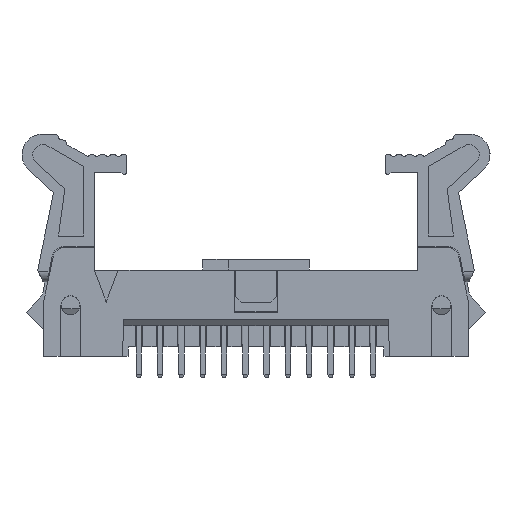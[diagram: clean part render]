
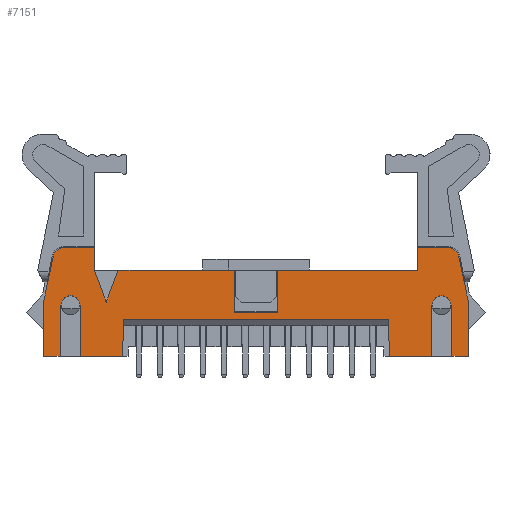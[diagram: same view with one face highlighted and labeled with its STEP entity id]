
A CAD part, front view. The second image highlights one B-rep face of the part: STEP entity #7151.
In plain terms, the highlighted planar face has unit normal (0, -1, 0).
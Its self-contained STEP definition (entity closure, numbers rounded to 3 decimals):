
#5310=CARTESIAN_POINT('',(-2.,-2.975,4.1));
#5311=VERTEX_POINT('',#5310);
#5318=CARTESIAN_POINT('',(2.,-2.975,4.1));
#5319=VERTEX_POINT('',#5318);
#5320=CARTESIAN_POINT('',(2.,-2.975,4.1));
#5321=DIRECTION('',(-1.,0.,0.));
#5322=VECTOR('',#5321,4.);
#5323=LINE('',#5320,#5322);
#5324=EDGE_CURVE('',#5319,#5311,#5323,.T.);
#6563=CARTESIAN_POINT('',(-19.95,-2.975,0.));
#6564=VERTEX_POINT('',#6563);
#6571=CARTESIAN_POINT('',(-19.95,-2.975,5.));
#6572=VERTEX_POINT('',#6571);
#6573=CARTESIAN_POINT('',(-19.95,-2.975,5.));
#6574=DIRECTION('',(0.,0.,-1.));
#6575=VECTOR('',#6574,5.);
#6576=LINE('',#6573,#6575);
#6577=EDGE_CURVE('',#6572,#6564,#6576,.T.);
#6675=CARTESIAN_POINT('',(-18.035,-2.975,10.2));
#6676=VERTEX_POINT('',#6675);
#6693=CARTESIAN_POINT('',(-19.013,-2.975,9.408));
#6694=VERTEX_POINT('',#6693);
#6701=CARTESIAN_POINT('',(-18.035,-2.975,9.2));
#6702=DIRECTION('',(0.,0.,1.));
#6703=DIRECTION('',(0.,-1.,0.));
#6704=AXIS2_PLACEMENT_3D('',#6701,#6703,#6702);
#6705=CIRCLE('',#6704,1.);
#6706=EDGE_CURVE('',#6676,#6694,#6705,.T.);
#6717=CARTESIAN_POINT('',(-18.3,-2.975,4.8));
#6718=VERTEX_POINT('',#6717);
#6725=CARTESIAN_POINT('',(-18.37,-2.975,0.));
#6726=VERTEX_POINT('',#6725);
#6727=CARTESIAN_POINT('',(-18.37,-2.975,0.));
#6728=DIRECTION('',(0.015,0.,1.));
#6729=VECTOR('',#6728,4.801);
#6730=LINE('',#6727,#6729);
#6731=EDGE_CURVE('',#6726,#6718,#6730,.T.);
#6830=CARTESIAN_POINT('',(-19.013,-2.975,9.408));
#6831=DIRECTION('',(-0.208,0.,-0.978));
#6832=VECTOR('',#6831,4.506);
#6833=LINE('',#6830,#6832);
#6834=EDGE_CURVE('',#6694,#6572,#6833,.T.);
#6870=CARTESIAN_POINT('',(-15.15,-2.975,10.2));
#6871=VERTEX_POINT('',#6870);
#6882=CARTESIAN_POINT('',(-15.15,-2.975,10.2));
#6883=DIRECTION('',(-1.,0.,0.));
#6884=VECTOR('',#6883,2.885);
#6885=LINE('',#6882,#6884);
#6886=EDGE_CURVE('',#6871,#6676,#6885,.T.);
#6907=CARTESIAN_POINT('',(-15.15,-2.975,8.1));
#6908=VERTEX_POINT('',#6907);
#6909=CARTESIAN_POINT('',(-15.15,-2.975,8.1));
#6910=DIRECTION('',(0.,0.,1.));
#6911=VECTOR('',#6910,2.1);
#6912=LINE('',#6909,#6911);
#6913=EDGE_CURVE('',#6908,#6871,#6912,.T.);
#6939=CARTESIAN_POINT('',(-2.,-2.975,8.1));
#6940=VERTEX_POINT('',#6939);
#6947=CARTESIAN_POINT('',(-2.,-2.975,4.1));
#6948=DIRECTION('',(0.,0.,1.));
#6949=VECTOR('',#6948,4.);
#6950=LINE('',#6947,#6949);
#6951=EDGE_CURVE('',#5311,#6940,#6950,.T.);
#6963=CARTESIAN_POINT('',(0.,-2.975,5.1));
#6964=DIRECTION('',(1.,0.,0.));
#6965=DIRECTION('',(0.,-1.,0.));
#6966=AXIS2_PLACEMENT_3D('',#6963,#6965,#6964);
#6967=PLANE('',#6966);
#6968=CARTESIAN_POINT('',(-19.95,-2.975,0.));
#6969=DIRECTION('',(1.,0.,0.));
#6970=VECTOR('',#6969,1.58);
#6971=LINE('',#6968,#6970);
#6972=EDGE_CURVE('',#6564,#6726,#6971,.T.);
#6973=ORIENTED_EDGE('',*,*,#6972,.T.);
#6974=ORIENTED_EDGE('',*,*,#6731,.T.);
#6975=CARTESIAN_POINT('',(-16.5,-2.975,4.8));
#6976=VERTEX_POINT('',#6975);
#6977=CARTESIAN_POINT('',(-17.4,-2.975,4.8));
#6978=DIRECTION('',(-1.,0.,0.));
#6979=DIRECTION('',(0.,1.,0.));
#6980=AXIS2_PLACEMENT_3D('',#6977,#6979,#6978);
#6981=CIRCLE('',#6980,0.9);
#6982=EDGE_CURVE('',#6718,#6976,#6981,.T.);
#6983=ORIENTED_EDGE('',*,*,#6982,.T.);
#6984=CARTESIAN_POINT('',(-16.43,-2.975,0.));
#6985=VERTEX_POINT('',#6984);
#6986=CARTESIAN_POINT('',(-16.5,-2.975,4.8));
#6987=DIRECTION('',(0.015,0.,-1.));
#6988=VECTOR('',#6987,4.801);
#6989=LINE('',#6986,#6988);
#6990=EDGE_CURVE('',#6976,#6985,#6989,.T.);
#6991=ORIENTED_EDGE('',*,*,#6990,.T.);
#6992=CARTESIAN_POINT('',(-12.5,-2.975,0.));
#6993=VERTEX_POINT('',#6992);
#6994=CARTESIAN_POINT('',(-16.43,-2.975,0.));
#6995=DIRECTION('',(1.,0.,0.));
#6996=VECTOR('',#6995,3.93);
#6997=LINE('',#6994,#6996);
#6998=EDGE_CURVE('',#6985,#6993,#6997,.T.);
#6999=ORIENTED_EDGE('',*,*,#6998,.T.);
#7000=CARTESIAN_POINT('',(-12.439,-2.975,3.5));
#7001=VERTEX_POINT('',#7000);
#7002=CARTESIAN_POINT('',(-12.5,-2.975,0.));
#7003=DIRECTION('',(0.017,0.,1.));
#7004=VECTOR('',#7003,3.501);
#7005=LINE('',#7002,#7004);
#7006=EDGE_CURVE('',#6993,#7001,#7005,.T.);
#7007=ORIENTED_EDGE('',*,*,#7006,.T.);
#7008=CARTESIAN_POINT('',(12.439,-2.975,3.5));
#7009=VERTEX_POINT('',#7008);
#7010=CARTESIAN_POINT('',(-12.439,-2.975,3.5));
#7011=DIRECTION('',(1.,0.,0.));
#7012=VECTOR('',#7011,24.878);
#7013=LINE('',#7010,#7012);
#7014=EDGE_CURVE('',#7001,#7009,#7013,.T.);
#7015=ORIENTED_EDGE('',*,*,#7014,.T.);
#7016=CARTESIAN_POINT('',(12.5,-2.975,0.));
#7017=VERTEX_POINT('',#7016);
#7018=CARTESIAN_POINT('',(12.5,-2.975,0.));
#7019=DIRECTION('',(-0.017,0.,1.));
#7020=VECTOR('',#7019,3.501);
#7021=LINE('',#7018,#7020);
#7022=EDGE_CURVE('',#7017,#7009,#7021,.T.);
#7023=ORIENTED_EDGE('',*,*,#7022,.F.);
#7024=CARTESIAN_POINT('',(16.43,-2.975,0.));
#7025=VERTEX_POINT('',#7024);
#7026=CARTESIAN_POINT('',(16.43,-2.975,0.));
#7027=DIRECTION('',(-1.,0.,0.));
#7028=VECTOR('',#7027,3.93);
#7029=LINE('',#7026,#7028);
#7030=EDGE_CURVE('',#7025,#7017,#7029,.T.);
#7031=ORIENTED_EDGE('',*,*,#7030,.F.);
#7032=CARTESIAN_POINT('',(16.5,-2.975,4.8));
#7033=VERTEX_POINT('',#7032);
#7034=CARTESIAN_POINT('',(16.5,-2.975,4.8));
#7035=DIRECTION('',(-0.015,0.,-1.));
#7036=VECTOR('',#7035,4.801);
#7037=LINE('',#7034,#7036);
#7038=EDGE_CURVE('',#7033,#7025,#7037,.T.);
#7039=ORIENTED_EDGE('',*,*,#7038,.F.);
#7040=CARTESIAN_POINT('',(18.3,-2.975,4.8));
#7041=VERTEX_POINT('',#7040);
#7042=CARTESIAN_POINT('',(17.4,-2.975,4.8));
#7043=DIRECTION('',(1.,0.,0.));
#7044=DIRECTION('',(0.,-1.,0.));
#7045=AXIS2_PLACEMENT_3D('',#7042,#7044,#7043);
#7046=CIRCLE('',#7045,0.9);
#7047=EDGE_CURVE('',#7041,#7033,#7046,.T.);
#7048=ORIENTED_EDGE('',*,*,#7047,.F.);
#7049=CARTESIAN_POINT('',(18.37,-2.975,0.));
#7050=VERTEX_POINT('',#7049);
#7051=CARTESIAN_POINT('',(18.37,-2.975,0.));
#7052=DIRECTION('',(-0.015,0.,1.));
#7053=VECTOR('',#7052,4.801);
#7054=LINE('',#7051,#7053);
#7055=EDGE_CURVE('',#7050,#7041,#7054,.T.);
#7056=ORIENTED_EDGE('',*,*,#7055,.F.);
#7057=CARTESIAN_POINT('',(19.95,-2.975,0.));
#7058=VERTEX_POINT('',#7057);
#7059=CARTESIAN_POINT('',(19.95,-2.975,0.));
#7060=DIRECTION('',(-1.,0.,0.));
#7061=VECTOR('',#7060,1.58);
#7062=LINE('',#7059,#7061);
#7063=EDGE_CURVE('',#7058,#7050,#7062,.T.);
#7064=ORIENTED_EDGE('',*,*,#7063,.F.);
#7065=CARTESIAN_POINT('',(19.95,-2.975,5.));
#7066=VERTEX_POINT('',#7065);
#7067=CARTESIAN_POINT('',(19.95,-2.975,5.));
#7068=DIRECTION('',(0.,0.,-1.));
#7069=VECTOR('',#7068,5.);
#7070=LINE('',#7067,#7069);
#7071=EDGE_CURVE('',#7066,#7058,#7070,.T.);
#7072=ORIENTED_EDGE('',*,*,#7071,.F.);
#7073=CARTESIAN_POINT('',(19.013,-2.975,9.408));
#7074=VERTEX_POINT('',#7073);
#7075=CARTESIAN_POINT('',(19.013,-2.975,9.408));
#7076=DIRECTION('',(0.208,0.,-0.978));
#7077=VECTOR('',#7076,4.506);
#7078=LINE('',#7075,#7077);
#7079=EDGE_CURVE('',#7074,#7066,#7078,.T.);
#7080=ORIENTED_EDGE('',*,*,#7079,.F.);
#7081=CARTESIAN_POINT('',(18.035,-2.975,10.2));
#7082=VERTEX_POINT('',#7081);
#7083=CARTESIAN_POINT('',(18.035,-2.975,9.2));
#7084=DIRECTION('',(0.,0.,1.));
#7085=DIRECTION('',(0.,1.,0.));
#7086=AXIS2_PLACEMENT_3D('',#7083,#7085,#7084);
#7087=CIRCLE('',#7086,1.);
#7088=EDGE_CURVE('',#7082,#7074,#7087,.T.);
#7089=ORIENTED_EDGE('',*,*,#7088,.F.);
#7090=CARTESIAN_POINT('',(15.15,-2.975,10.2));
#7091=VERTEX_POINT('',#7090);
#7092=CARTESIAN_POINT('',(15.15,-2.975,10.2));
#7093=DIRECTION('',(1.,0.,0.));
#7094=VECTOR('',#7093,2.885);
#7095=LINE('',#7092,#7094);
#7096=EDGE_CURVE('',#7091,#7082,#7095,.T.);
#7097=ORIENTED_EDGE('',*,*,#7096,.F.);
#7098=CARTESIAN_POINT('',(15.15,-2.975,8.1));
#7099=VERTEX_POINT('',#7098);
#7100=CARTESIAN_POINT('',(15.15,-2.975,8.1));
#7101=DIRECTION('',(0.,0.,1.));
#7102=VECTOR('',#7101,2.1);
#7103=LINE('',#7100,#7102);
#7104=EDGE_CURVE('',#7099,#7091,#7103,.T.);
#7105=ORIENTED_EDGE('',*,*,#7104,.F.);
#7106=CARTESIAN_POINT('',(2.,-2.975,8.1));
#7107=VERTEX_POINT('',#7106);
#7108=CARTESIAN_POINT('',(15.15,-2.975,8.1));
#7109=DIRECTION('',(-1.,0.,0.));
#7110=VECTOR('',#7109,13.15);
#7111=LINE('',#7108,#7110);
#7112=EDGE_CURVE('',#7099,#7107,#7111,.T.);
#7113=ORIENTED_EDGE('',*,*,#7112,.T.);
#7114=CARTESIAN_POINT('',(2.,-2.975,8.1));
#7115=DIRECTION('',(0.,0.,-1.));
#7116=VECTOR('',#7115,4.);
#7117=LINE('',#7114,#7116);
#7118=EDGE_CURVE('',#7107,#5319,#7117,.T.);
#7119=ORIENTED_EDGE('',*,*,#7118,.T.);
#7120=ORIENTED_EDGE('',*,*,#5324,.T.);
#7121=ORIENTED_EDGE('',*,*,#6951,.T.);
#7122=CARTESIAN_POINT('',(-12.95,-2.975,8.1));
#7123=VERTEX_POINT('',#7122);
#7124=CARTESIAN_POINT('',(-2.,-2.975,8.1));
#7125=DIRECTION('',(-1.,0.,0.));
#7126=VECTOR('',#7125,10.95);
#7127=LINE('',#7124,#7126);
#7128=EDGE_CURVE('',#6940,#7123,#7127,.T.);
#7129=ORIENTED_EDGE('',*,*,#7128,.T.);
#7130=CARTESIAN_POINT('',(-14.05,-2.975,5.1));
#7131=VERTEX_POINT('',#7130);
#7132=CARTESIAN_POINT('',(-12.95,-2.975,8.1));
#7133=DIRECTION('',(-0.344,0.,-0.939));
#7134=VECTOR('',#7133,3.195);
#7135=LINE('',#7132,#7134);
#7136=EDGE_CURVE('',#7123,#7131,#7135,.T.);
#7137=ORIENTED_EDGE('',*,*,#7136,.T.);
#7138=CARTESIAN_POINT('',(-14.05,-2.975,5.1));
#7139=DIRECTION('',(-0.344,0.,0.939));
#7140=VECTOR('',#7139,3.195);
#7141=LINE('',#7138,#7140);
#7142=EDGE_CURVE('',#7131,#6908,#7141,.T.);
#7143=ORIENTED_EDGE('',*,*,#7142,.T.);
#7144=ORIENTED_EDGE('',*,*,#6913,.T.);
#7145=ORIENTED_EDGE('',*,*,#6886,.T.);
#7146=ORIENTED_EDGE('',*,*,#6706,.T.);
#7147=ORIENTED_EDGE('',*,*,#6834,.T.);
#7148=ORIENTED_EDGE('',*,*,#6577,.T.);
#7149=EDGE_LOOP('',(#6973,#6974,#6983,#6991,#6999,#7007,#7015,#7023,#7031,#7039,#7048,#7056,#7064,#7072,#7080,#7089,#7097,#7105,#7113,#7119,#7120,#7121,#7129,#7137,#7143,#7144,#7145,#7146,#7147,#7148));
#7150=FACE_OUTER_BOUND('',#7149,.T.);
#7151=ADVANCED_FACE('',(#7150),#6967,.T.);
